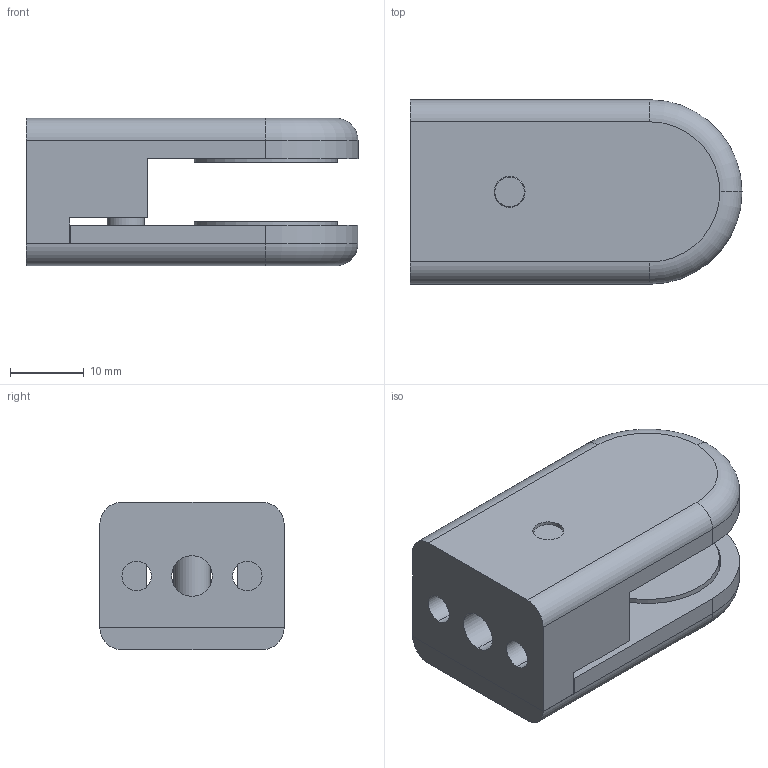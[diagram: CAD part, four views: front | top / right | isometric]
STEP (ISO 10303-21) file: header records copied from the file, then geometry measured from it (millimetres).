
FILE_DESCRIPTION(/* description */ (''),/* implementation_level */ '2;1');
FILE_NAME(/* name */ '19712_KriTec_Universalzwingensatz_fuer_Flaechenelemente_anschraubbar.stp',/* time_stamp */ '2015-10-28T10:46:55+01:00',/* author */ ('kostic'),/* organization */ ('TraceParts S.A.'),/* preprocessor_version */ 'ST-DEVELOPER v15.2',/* originating_system */ 'Autodesk Inventor 2014',/* authorisation */ '');
FILE_SCHEMA (('CONFIG_CONTROL_DESIGN'));
Length unit declared in the file: millimetre
Products named in the file (5): 19712_Anschraubplatte; 19712_Gummi; 19712_Deckelplatte; DIN 6912 - M5 x 16; 19712_KriTec_Universalzwingensatz_fuer_Flaechenelemente_anschraubbar
Assembly tree (6 placements, depth 2):
  19712_KriTec_Universalzwingensatz_fuer_Flaechenelemente_anschraubbar
    19712_Anschraubplatte
    19712_Gummi  x2
    19712_Deckelplatte
    DIN 6912 - M5 x 16  x2
Bounding box: 45 x 25 x 20 mm (x, y, z)
Volume: 13792 mm3; surface area: 9278.8 mm2
Topology: 6 solids, 6 shells, 91 faces, 208 edges, 134 vertices
Faces by surface type: plane 49, cylinder 30, cone 8, torus 4
Full cylindrical faces by diameter (mm): 2.5 x2, 5 x2, 8.5 x2, 19.5 x2
Entity records: 2169 total; most frequent: DIRECTION 382, CARTESIAN_POINT 363, ORIENTED_EDGE 320, EDGE_CURVE 160, AXIS2_PLACEMENT_3D 145, VERTEX_POINT 108, EDGE_LOOP 94, LINE 92
